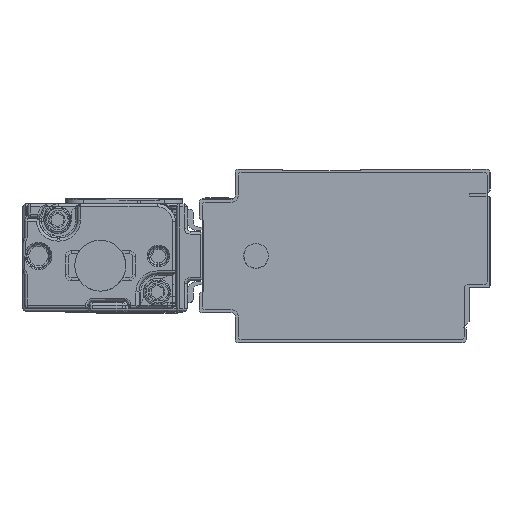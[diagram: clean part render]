
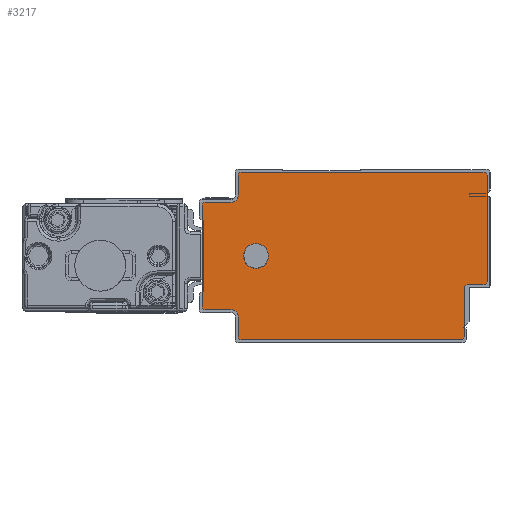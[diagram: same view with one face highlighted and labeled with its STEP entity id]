
A CAD part, left-side view. The second image highlights one B-rep face of the part: STEP entity #3217.
In plain terms, the highlighted planar face has unit normal (-1, 0, 0).
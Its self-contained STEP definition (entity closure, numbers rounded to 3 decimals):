
#1497=AXIS2_PLACEMENT_3D('Circle Axis2P3D',#1495,#1496,$) ;
#1535=AXIS2_PLACEMENT_3D('Circle Axis2P3D',#1533,#1534,$) ;
#1573=AXIS2_PLACEMENT_3D('Circle Axis2P3D',#1571,#1572,$) ;
#1611=AXIS2_PLACEMENT_3D('Circle Axis2P3D',#1609,#1610,$) ;
#3100=AXIS2_PLACEMENT_3D('Plane Axis2P3D',#3097,#3098,#3099) ;
#3104=AXIS2_PLACEMENT_3D('Circle Axis2P3D',#3102,#3103,$) ;
#3118=AXIS2_PLACEMENT_3D('Circle Axis2P3D',#3116,#3117,$) ;
#3132=AXIS2_PLACEMENT_3D('Circle Axis2P3D',#3130,#3131,$) ;
#3146=AXIS2_PLACEMENT_3D('Circle Axis2P3D',#3144,#3145,$) ;
#3160=AXIS2_PLACEMENT_3D('Circle Axis2P3D',#3158,#3159,$) ;
#3174=AXIS2_PLACEMENT_3D('Circle Axis2P3D',#3172,#3173,$) ;
#3201=AXIS2_PLACEMENT_3D('Circle Axis2P3D',#3199,#3200,$) ;
#3210=AXIS2_PLACEMENT_3D('Circle Axis2P3D',#3208,#3209,$) ;
#1453=CARTESIAN_POINT('Line Origine',(-1075.5,44.,14.5)) ;
#1457=CARTESIAN_POINT('Vertex',(-1075.5,44.,6.)) ;
#1459=CARTESIAN_POINT('Vertex',(-1075.5,44.,23.)) ;
#1495=CARTESIAN_POINT('Axis2P3D Location',(-1075.5,43.5,23.)) ;
#1499=CARTESIAN_POINT('Vertex',(-1075.5,43.5,23.5)) ;
#1514=CARTESIAN_POINT('Line Origine',(-1075.5,41.25,23.5)) ;
#1518=CARTESIAN_POINT('Vertex',(-1075.5,39.,23.5)) ;
#1533=CARTESIAN_POINT('Axis2P3D Location',(-1075.5,39.,24.5)) ;
#1537=CARTESIAN_POINT('Vertex',(-1075.5,38.,24.5)) ;
#1552=CARTESIAN_POINT('Line Origine',(-1075.5,38.,26.25)) ;
#1556=CARTESIAN_POINT('Vertex',(-1075.5,38.,28.)) ;
#1571=CARTESIAN_POINT('Axis2P3D Location',(-1075.5,37.5,28.)) ;
#1575=CARTESIAN_POINT('Vertex',(-1075.5,37.5,28.5)) ;
#1590=CARTESIAN_POINT('Line Origine',(-1075.5,17.25,28.5)) ;
#1594=CARTESIAN_POINT('Vertex',(-1075.5,-3.,28.5)) ;
#1609=CARTESIAN_POINT('Axis2P3D Location',(-1075.5,-3.,28.)) ;
#1613=CARTESIAN_POINT('Vertex',(-1075.5,-3.5,28.)) ;
#1628=CARTESIAN_POINT('Line Origine',(-1075.5,-3.5,19.1)) ;
#1632=CARTESIAN_POINT('Vertex',(-1075.5,-3.5,10.2)) ;
#3097=CARTESIAN_POINT('Axis2P3D Location',(-1075.5,0.,0.)) ;
#3102=CARTESIAN_POINT('Axis2P3D Location',(-1075.5,43.5,6.)) ;
#3106=CARTESIAN_POINT('Vertex',(-1075.5,43.5,5.5)) ;
#3109=CARTESIAN_POINT('Line Origine',(-1075.5,41.25,5.5)) ;
#3113=CARTESIAN_POINT('Vertex',(-1075.5,39.,5.5)) ;
#3116=CARTESIAN_POINT('Axis2P3D Location',(-1075.5,39.,4.5)) ;
#3120=CARTESIAN_POINT('Vertex',(-1075.5,38.,4.5)) ;
#3123=CARTESIAN_POINT('Line Origine',(-1075.5,38.,2.75)) ;
#3127=CARTESIAN_POINT('Vertex',(-1075.5,38.,1.)) ;
#3130=CARTESIAN_POINT('Axis2P3D Location',(-1075.5,37.5,1.)) ;
#3134=CARTESIAN_POINT('Vertex',(-1075.5,37.5,0.5)) ;
#3137=CARTESIAN_POINT('Line Origine',(-1075.5,19.15,0.5)) ;
#3141=CARTESIAN_POINT('Vertex',(-1075.5,0.8,0.5)) ;
#3144=CARTESIAN_POINT('Axis2P3D Location',(-1075.5,0.8,1.)) ;
#3148=CARTESIAN_POINT('Vertex',(-1075.5,0.3,1.)) ;
#3151=CARTESIAN_POINT('Line Origine',(-1075.5,0.3,5.1)) ;
#3155=CARTESIAN_POINT('Vertex',(-1075.5,0.3,9.2)) ;
#3158=CARTESIAN_POINT('Axis2P3D Location',(-1075.5,-0.2,9.2)) ;
#3162=CARTESIAN_POINT('Vertex',(-1075.5,-0.2,9.7)) ;
#3165=CARTESIAN_POINT('Line Origine',(-1075.5,-1.6,9.7)) ;
#3169=CARTESIAN_POINT('Vertex',(-1075.5,-3.,9.7)) ;
#3172=CARTESIAN_POINT('Axis2P3D Location',(-1075.5,-3.,10.2)) ;
#3199=CARTESIAN_POINT('Axis2P3D Location',(-1075.5,35.,14.5)) ;
#3203=CARTESIAN_POINT('Vertex',(-1075.5,33.186,13.509)) ;
#3205=CARTESIAN_POINT('Vertex',(-1075.5,36.814,15.491)) ;
#3208=CARTESIAN_POINT('Axis2P3D Location',(-1075.5,35.,14.5)) ;
#1454=DIRECTION('Vector Direction',(0.,0.,1.)) ;
#1496=DIRECTION('Axis2P3D Direction',(1.,0.,0.)) ;
#1515=DIRECTION('Vector Direction',(0.,1.,0.)) ;
#1534=DIRECTION('Axis2P3D Direction',(1.,0.,0.)) ;
#1553=DIRECTION('Vector Direction',(0.,0.,1.)) ;
#1572=DIRECTION('Axis2P3D Direction',(1.,0.,0.)) ;
#1591=DIRECTION('Vector Direction',(0.,1.,0.)) ;
#1610=DIRECTION('Axis2P3D Direction',(1.,0.,-0.)) ;
#1629=DIRECTION('Vector Direction',(0.,0.,-1.)) ;
#3098=DIRECTION('Axis2P3D Direction',(1.,0.,0.)) ;
#3099=DIRECTION('Axis2P3D XDirection',(0.,1.,0.)) ;
#3103=DIRECTION('Axis2P3D Direction',(1.,0.,0.)) ;
#3110=DIRECTION('Vector Direction',(0.,-1.,0.)) ;
#3117=DIRECTION('Axis2P3D Direction',(1.,0.,0.)) ;
#3124=DIRECTION('Vector Direction',(0.,0.,1.)) ;
#3131=DIRECTION('Axis2P3D Direction',(1.,0.,0.)) ;
#3138=DIRECTION('Vector Direction',(0.,-1.,0.)) ;
#3145=DIRECTION('Axis2P3D Direction',(1.,0.,0.)) ;
#3152=DIRECTION('Vector Direction',(0.,0.,-1.)) ;
#3159=DIRECTION('Axis2P3D Direction',(1.,0.,0.)) ;
#3166=DIRECTION('Vector Direction',(0.,1.,0.)) ;
#3173=DIRECTION('Axis2P3D Direction',(1.,0.,0.)) ;
#3200=DIRECTION('Axis2P3D Direction',(1.,0.,0.)) ;
#3209=DIRECTION('Axis2P3D Direction',(1.,0.,0.)) ;
#1455=VECTOR('Line Direction',#1454,1.) ;
#1516=VECTOR('Line Direction',#1515,1.) ;
#1554=VECTOR('Line Direction',#1553,1.) ;
#1592=VECTOR('Line Direction',#1591,1.) ;
#1630=VECTOR('Line Direction',#1629,1.) ;
#3111=VECTOR('Line Direction',#3110,1.) ;
#3125=VECTOR('Line Direction',#3124,1.) ;
#3139=VECTOR('Line Direction',#3138,1.) ;
#3153=VECTOR('Line Direction',#3152,1.) ;
#3167=VECTOR('Line Direction',#3166,1.) ;
#3178=ORIENTED_EDGE('',*,*,#1596,.F.) ;
#3179=ORIENTED_EDGE('',*,*,#1577,.F.) ;
#3180=ORIENTED_EDGE('',*,*,#1558,.F.) ;
#3181=ORIENTED_EDGE('',*,*,#1539,.F.) ;
#3182=ORIENTED_EDGE('',*,*,#1520,.F.) ;
#3183=ORIENTED_EDGE('',*,*,#1501,.F.) ;
#3184=ORIENTED_EDGE('',*,*,#1461,.F.) ;
#3185=ORIENTED_EDGE('',*,*,#3108,.F.) ;
#3186=ORIENTED_EDGE('',*,*,#3115,.F.) ;
#3187=ORIENTED_EDGE('',*,*,#3122,.F.) ;
#3188=ORIENTED_EDGE('',*,*,#3129,.F.) ;
#3189=ORIENTED_EDGE('',*,*,#3136,.F.) ;
#3190=ORIENTED_EDGE('',*,*,#3143,.F.) ;
#3191=ORIENTED_EDGE('',*,*,#3150,.F.) ;
#3192=ORIENTED_EDGE('',*,*,#3157,.F.) ;
#3193=ORIENTED_EDGE('',*,*,#3164,.F.) ;
#3194=ORIENTED_EDGE('',*,*,#3171,.F.) ;
#3195=ORIENTED_EDGE('',*,*,#3176,.F.) ;
#3196=ORIENTED_EDGE('',*,*,#1634,.F.) ;
#3197=ORIENTED_EDGE('',*,*,#1615,.F.) ;
#3214=ORIENTED_EDGE('',*,*,#3207,.T.) ;
#3215=ORIENTED_EDGE('',*,*,#3212,.T.) ;
#3216=FACE_BOUND('',#3213,.T.) ;
#3217=ADVANCED_FACE('\X2\FF8EFF9EFF83FF9EFF68FF70\X0\.2',(#3198,#3216),#3101,.F.) ;
#1498=CIRCLE('generated circle',#1497,0.5) ;
#1536=CIRCLE('generated circle',#1535,1.) ;
#1574=CIRCLE('generated circle',#1573,0.5) ;
#1612=CIRCLE('generated circle',#1611,0.5) ;
#3105=CIRCLE('generated circle',#3104,0.5) ;
#3119=CIRCLE('generated circle',#3118,1.) ;
#3133=CIRCLE('generated circle',#3132,0.5) ;
#3147=CIRCLE('generated circle',#3146,0.5) ;
#3161=CIRCLE('generated circle',#3160,0.5) ;
#3175=CIRCLE('generated circle',#3174,0.5) ;
#3202=CIRCLE('generated circle',#3201,2.067) ;
#3211=CIRCLE('generated circle',#3210,2.067) ;
#1461=EDGE_CURVE('',#1458,#1460,#1456,.T.) ;
#1501=EDGE_CURVE('',#1460,#1500,#1498,.T.) ;
#1520=EDGE_CURVE('',#1500,#1519,#1517,.F.) ;
#1539=EDGE_CURVE('',#1519,#1538,#1536,.F.) ;
#1558=EDGE_CURVE('',#1538,#1557,#1555,.T.) ;
#1577=EDGE_CURVE('',#1557,#1576,#1574,.T.) ;
#1596=EDGE_CURVE('',#1576,#1595,#1593,.F.) ;
#1615=EDGE_CURVE('',#1595,#1614,#1612,.T.) ;
#1634=EDGE_CURVE('',#1614,#1633,#1631,.T.) ;
#3108=EDGE_CURVE('',#3107,#1458,#3105,.T.) ;
#3115=EDGE_CURVE('',#3114,#3107,#3112,.F.) ;
#3122=EDGE_CURVE('',#3121,#3114,#3119,.F.) ;
#3129=EDGE_CURVE('',#3128,#3121,#3126,.T.) ;
#3136=EDGE_CURVE('',#3135,#3128,#3133,.T.) ;
#3143=EDGE_CURVE('',#3142,#3135,#3140,.F.) ;
#3150=EDGE_CURVE('',#3149,#3142,#3147,.T.) ;
#3157=EDGE_CURVE('',#3156,#3149,#3154,.T.) ;
#3164=EDGE_CURVE('',#3163,#3156,#3161,.F.) ;
#3171=EDGE_CURVE('',#3170,#3163,#3168,.T.) ;
#3176=EDGE_CURVE('',#1633,#3170,#3175,.T.) ;
#3207=EDGE_CURVE('',#3204,#3206,#3202,.T.) ;
#3212=EDGE_CURVE('',#3206,#3204,#3211,.T.) ;
#3177=EDGE_LOOP('',(#3178,#3179,#3180,#3181,#3182,#3183,#3184,#3185,#3186,#3187,#3188,#3189,#3190,#3191,#3192,#3193,#3194,#3195,#3196,#3197)) ;
#3213=EDGE_LOOP('',(#3214,#3215)) ;
#3198=FACE_OUTER_BOUND('',#3177,.T.) ;
#1456=LINE('Line',#1453,#1455) ;
#1517=LINE('Line',#1514,#1516) ;
#1555=LINE('Line',#1552,#1554) ;
#1593=LINE('Line',#1590,#1592) ;
#1631=LINE('Line',#1628,#1630) ;
#3112=LINE('Line',#3109,#3111) ;
#3126=LINE('Line',#3123,#3125) ;
#3140=LINE('Line',#3137,#3139) ;
#3154=LINE('Line',#3151,#3153) ;
#3168=LINE('Line',#3165,#3167) ;
#3101=PLANE('Plane',#3100) ;
#1458=VERTEX_POINT('',#1457) ;
#1460=VERTEX_POINT('',#1459) ;
#1500=VERTEX_POINT('',#1499) ;
#1519=VERTEX_POINT('',#1518) ;
#1538=VERTEX_POINT('',#1537) ;
#1557=VERTEX_POINT('',#1556) ;
#1576=VERTEX_POINT('',#1575) ;
#1595=VERTEX_POINT('',#1594) ;
#1614=VERTEX_POINT('',#1613) ;
#1633=VERTEX_POINT('',#1632) ;
#3107=VERTEX_POINT('',#3106) ;
#3114=VERTEX_POINT('',#3113) ;
#3121=VERTEX_POINT('',#3120) ;
#3128=VERTEX_POINT('',#3127) ;
#3135=VERTEX_POINT('',#3134) ;
#3142=VERTEX_POINT('',#3141) ;
#3149=VERTEX_POINT('',#3148) ;
#3156=VERTEX_POINT('',#3155) ;
#3163=VERTEX_POINT('',#3162) ;
#3170=VERTEX_POINT('',#3169) ;
#3204=VERTEX_POINT('',#3203) ;
#3206=VERTEX_POINT('',#3205) ;
